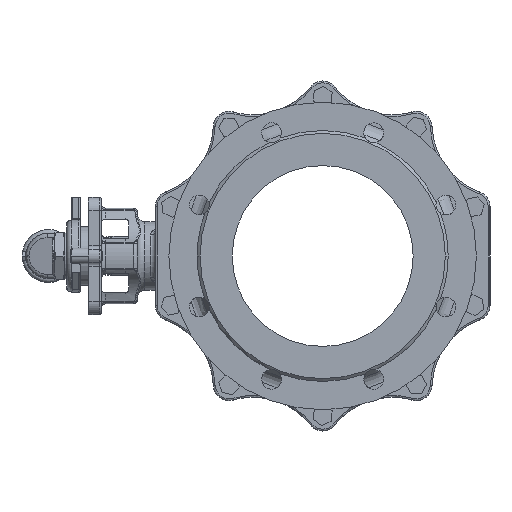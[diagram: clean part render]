
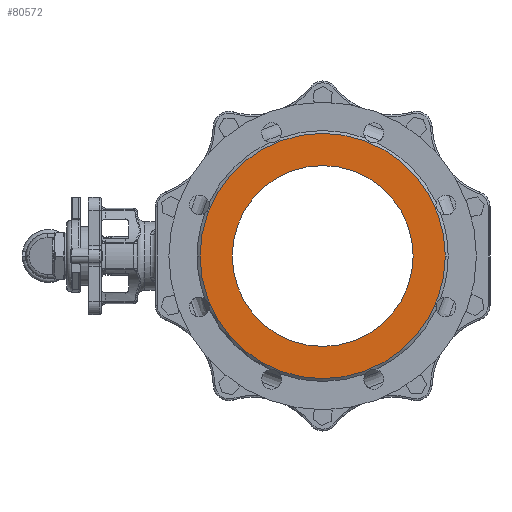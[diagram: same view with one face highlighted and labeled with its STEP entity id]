
A CAD part, left-side view. The second image highlights one B-rep face of the part: STEP entity #80572.
In plain terms, the highlighted face is planar.
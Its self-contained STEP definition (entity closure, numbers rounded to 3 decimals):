
#75438=CARTESIAN_POINT('',(200.5,-0.033,0.));
#75439=DIRECTION('',(-1.,0.,0.));
#75440=DIRECTION('',(0.,1.,0.));
#75441=AXIS2_PLACEMENT_3D('',#75438,#75439,#75440);
#75507=CARTESIAN_POINT('',(200.5,-0.033,0.));
#75508=DIRECTION('',(1.,0.,0.));
#75509=DIRECTION('',(0.,1.,0.));
#75510=AXIS2_PLACEMENT_3D('',#75507,#75508,#75509);
#75520=CARTESIAN_POINT('',(200.5,-0.033,0.));
#75521=DIRECTION('',(1.,0.,0.));
#75522=DIRECTION('',(0.,-1.,0.));
#75523=AXIS2_PLACEMENT_3D('',#75520,#75521,#75522);
#78822=CARTESIAN_POINT('',(200.5,-0.033,0.));
#78823=DIRECTION('',(-1.,0.,0.));
#78824=DIRECTION('',(0.,-1.,0.));
#78825=AXIS2_PLACEMENT_3D('',#78822,#78823,#78824);
#79895=CARTESIAN_POINT('',(200.545,99.967,0.));
#79896=CARTESIAN_POINT('',(200.455,-100.033,
0.));
#79897=VERTEX_POINT('',#79895);
#79898=VERTEX_POINT('',#79896);
#79899=CARTESIAN_POINT('',(200.561,135.539,0.));
#79900=CARTESIAN_POINT('',(200.439,-135.604,
0.));
#79901=VERTEX_POINT('',#79899);
#79902=VERTEX_POINT('',#79900);
#80556=CARTESIAN_POINT('',(200.606,237.097,-232.2));
#80557=DIRECTION('',(-1.,0.,0.));
#80558=DIRECTION('',(0.,-1.,0.));
#80559=AXIS2_PLACEMENT_3D('',#80556,#80557,#80558);
#80560=PLANE('',#80559);
#80561=ORIENTED_EDGE('',*,*,#80528,.T.);
#80563=ORIENTED_EDGE('',*,*,#80562,.T.);
#80564=EDGE_LOOP('',(#80561,#80563));
#80565=FACE_OUTER_BOUND('',#80564,.F.);
#80567=ORIENTED_EDGE('',*,*,#80566,.T.);
#80569=ORIENTED_EDGE('',*,*,#80568,.T.);
#80570=EDGE_LOOP('',(#80567,#80569));
#80571=FACE_BOUND('',#80570,.F.);
#75442=CIRCLE('',#75441,135.571);
#75511=CIRCLE('',#75510,100.);
#75524=CIRCLE('',#75523,100.);
#78826=CIRCLE('',#78825,135.571);
#80528=EDGE_CURVE('',#79901,#79902,#75442,.T.);
#80562=EDGE_CURVE('',#79902,#79901,#78826,.T.);
#80566=EDGE_CURVE('',#79897,#79898,#75511,.T.);
#80568=EDGE_CURVE('',#79898,#79897,#75524,.T.);
#80572=ADVANCED_FACE('',(#80565,#80571),#80560,.F.);
